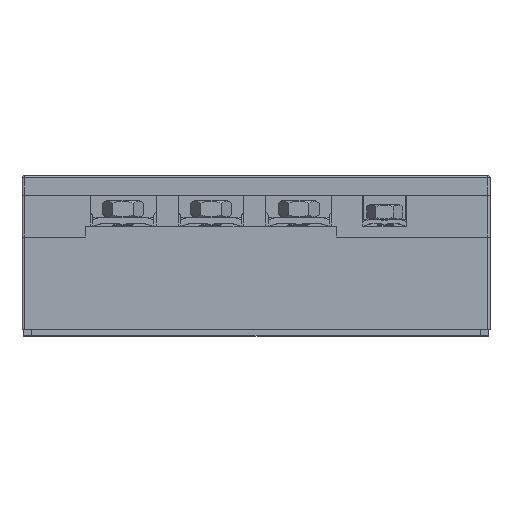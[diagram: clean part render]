
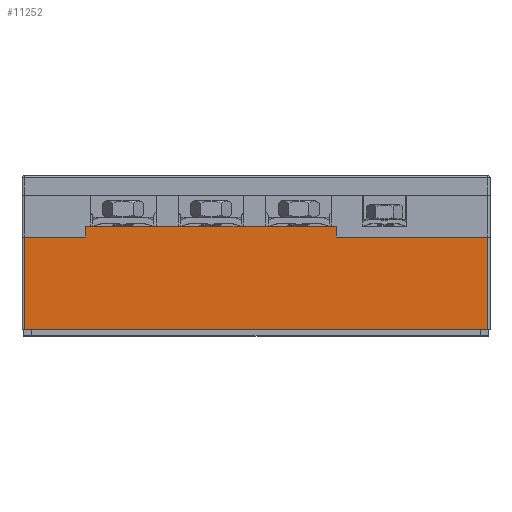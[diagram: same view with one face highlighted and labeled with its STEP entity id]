
A CAD part, top view. The second image highlights one B-rep face of the part: STEP entity #11252.
In plain terms, the highlighted planar face has unit normal (0, 0, 1).
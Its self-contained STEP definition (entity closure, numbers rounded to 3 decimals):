
#430 = LINE ( 'NONE', #35505, #49884 ) ;
#707 = CARTESIAN_POINT ( 'NONE',  ( 52.75, 0., 38. ) ) ;
#1950 = DIRECTION ( 'NONE',  ( 0., 1., 0. ) ) ;
#2540 = VECTOR ( 'NONE', #50007, 1000. ) ;
#3472 = CARTESIAN_POINT ( 'NONE',  ( 0., 0., 38. ) ) ;
#3682 = EDGE_CURVE ( 'NONE', #23233, #34261, #430, .T. ) ;
#4076 = LINE ( 'NONE', #59616, #2540 ) ;
#5108 = EDGE_LOOP ( 'NONE', ( #48821, #21020, #6657, #11974, #42285, #31825, #26348, #44417 ) ) ;
#6657 = ORIENTED_EDGE ( 'NONE', *, *, #30333, .T. ) ;
#6876 = EDGE_CURVE ( 'NONE', #10875, #58598, #27165, .T. ) ;
#8285 = LINE ( 'NONE', #37131, #57693 ) ;
#8657 = VERTEX_POINT ( 'NONE', #60982 ) ;
#9113 = LINE ( 'NONE', #3472, #45774 ) ;
#10035 = PLANE ( 'NONE',  #13032 ) ;
#10538 = CARTESIAN_POINT ( 'NONE',  ( -38.75, 11.75, 38. ) ) ;
#10875 = VERTEX_POINT ( 'NONE', #31004 ) ;
#11252 = ADVANCED_FACE ( 'NONE', ( #37048 ), #10035, .T. ) ;
#11974 = ORIENTED_EDGE ( 'NONE', *, *, #3682, .T. ) ;
#13032 = AXIS2_PLACEMENT_3D ( 'NONE', #19660, #53142, #24489 ) ;
#13262 = CARTESIAN_POINT ( 'NONE',  ( 0., 23.5, 38. ) ) ;
#18004 = DIRECTION ( 'NONE',  ( -1., 0., 0. ) ) ;
#19660 = CARTESIAN_POINT ( 'NONE',  ( -52.75, 0., 38. ) ) ;
#21020 = ORIENTED_EDGE ( 'NONE', *, *, #57100, .T. ) ;
#21117 = CARTESIAN_POINT ( 'NONE',  ( -38.75, 21., 38. ) ) ;
#21314 = LINE ( 'NONE', #22619, #57978 ) ;
#21604 = VECTOR ( 'NONE', #48397, 1000. ) ;
#21936 = VECTOR ( 'NONE', #46729, 1000. ) ;
#22022 = VERTEX_POINT ( 'NONE', #59526 ) ;
#22619 = CARTESIAN_POINT ( 'NONE',  ( 0., 21., 38. ) ) ;
#22620 = CARTESIAN_POINT ( 'NONE',  ( 0., 21., 38. ) ) ;
#23233 = VERTEX_POINT ( 'NONE', #707 ) ;
#24489 = DIRECTION ( 'NONE',  ( 1., 0., 0. ) ) ;
#26348 = ORIENTED_EDGE ( 'NONE', *, *, #6876, .T. ) ;
#27165 = LINE ( 'NONE', #13262, #21936 ) ;
#30333 = EDGE_CURVE ( 'NONE', #38759, #23233, #9113, .T. ) ;
#31004 = CARTESIAN_POINT ( 'NONE',  ( 18.25, 23.5, 38. ) ) ;
#31825 = ORIENTED_EDGE ( 'NONE', *, *, #35575, .T. ) ;
#32371 = DIRECTION ( 'NONE',  ( 1., 0., 0. ) ) ;
#32524 = DIRECTION ( 'NONE',  ( 0., -1., 0. ) ) ;
#34261 = VERTEX_POINT ( 'NONE', #46043 ) ;
#35505 = CARTESIAN_POINT ( 'NONE',  ( 52.75, 11.75, 38. ) ) ;
#35575 = EDGE_CURVE ( 'NONE', #8657, #10875, #4076, .T. ) ;
#37048 = FACE_OUTER_BOUND ( 'NONE', #5108, .T. ) ;
#37131 = CARTESIAN_POINT ( 'NONE',  ( -52.75, 11.75, 38. ) ) ;
#37579 = CARTESIAN_POINT ( 'NONE',  ( -52.75, 0., 38. ) ) ;
#38759 = VERTEX_POINT ( 'NONE', #37579 ) ;
#41363 = EDGE_CURVE ( 'NONE', #59373, #22022, #21314, .T. ) ;
#41559 = CARTESIAN_POINT ( 'NONE',  ( -38.75, 23.5, 38. ) ) ;
#42285 = ORIENTED_EDGE ( 'NONE', *, *, #49062, .T. ) ;
#44417 = ORIENTED_EDGE ( 'NONE', *, *, #51527, .T. ) ;
#45521 = LINE ( 'NONE', #10538, #21604 ) ;
#45774 = VECTOR ( 'NONE', #32371, 1000. ) ;
#46043 = CARTESIAN_POINT ( 'NONE',  ( 52.75, 21., 38. ) ) ;
#46729 = DIRECTION ( 'NONE',  ( -1., 0., 0. ) ) ;
#48397 = DIRECTION ( 'NONE',  ( 0., -1., 0. ) ) ;
#48821 = ORIENTED_EDGE ( 'NONE', *, *, #41363, .T. ) ;
#49062 = EDGE_CURVE ( 'NONE', #34261, #8657, #51441, .T. ) ;
#49884 = VECTOR ( 'NONE', #1950, 1000. ) ;
#50007 = DIRECTION ( 'NONE',  ( 0., 1., 0. ) ) ;
#51256 = DIRECTION ( 'NONE',  ( -1., 0., 0. ) ) ;
#51441 = LINE ( 'NONE', #22620, #52955 ) ;
#51527 = EDGE_CURVE ( 'NONE', #58598, #59373, #45521, .T. ) ;
#52955 = VECTOR ( 'NONE', #51256, 1000. ) ;
#53142 = DIRECTION ( 'NONE',  ( 0., 0., 1. ) ) ;
#57100 = EDGE_CURVE ( 'NONE', #22022, #38759, #8285, .T. ) ;
#57693 = VECTOR ( 'NONE', #32524, 1000. ) ;
#57978 = VECTOR ( 'NONE', #18004, 1000. ) ;
#58598 = VERTEX_POINT ( 'NONE', #41559 ) ;
#59373 = VERTEX_POINT ( 'NONE', #21117 ) ;
#59526 = CARTESIAN_POINT ( 'NONE',  ( -52.75, 21., 38. ) ) ;
#59616 = CARTESIAN_POINT ( 'NONE',  ( 18.25, 11.75, 38. ) ) ;
#60982 = CARTESIAN_POINT ( 'NONE',  ( 18.25, 21., 38. ) ) ;
